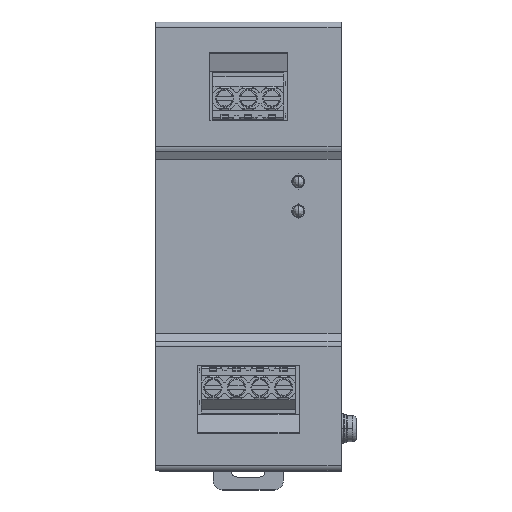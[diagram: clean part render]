
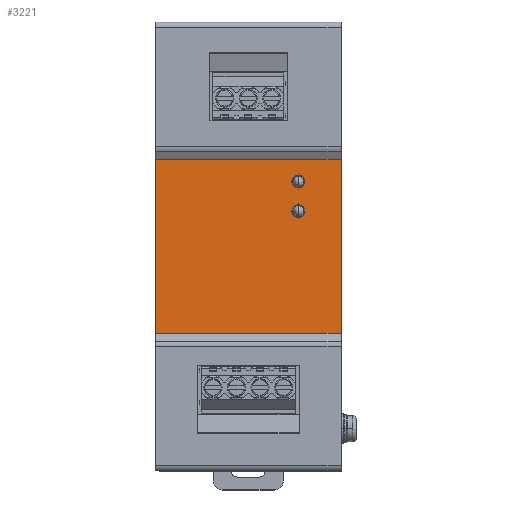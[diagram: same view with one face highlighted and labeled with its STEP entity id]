
A CAD part, top view. The second image highlights one B-rep face of the part: STEP entity #3221.
In plain terms, the highlighted face is planar.
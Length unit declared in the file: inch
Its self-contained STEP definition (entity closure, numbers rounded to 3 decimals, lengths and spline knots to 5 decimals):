
#358 = FACE_BOUND ( 'NONE', #77853, .T. ) ;
#797 = DIRECTION ( 'NONE',  ( 0., 1., 0. ) ) ;
#1723 = FACE_OUTER_BOUND ( 'NONE', #84578, .T. ) ;
#2106 = FACE_BOUND ( 'NONE', #28232, .T. ) ;
#3221 = ADVANCED_FACE ( 'NONE', ( #1723, #2106, #358 ), #102156, .T. ) ;
#4003 = EDGE_CURVE ( 'NONE', #16526, #112942, #112610, .T. ) ;
#4145 = AXIS2_PLACEMENT_3D ( 'NONE', #16963, #16810, #16712 ) ;
#7605 = EDGE_CURVE ( 'NONE', #115980, #7772, #102941, .T. ) ;
#7772 = VERTEX_POINT ( 'NONE', #121549 ) ;
#8577 = AXIS2_PLACEMENT_3D ( 'NONE', #101733, #101469, #101304 ) ;
#11476 = CARTESIAN_POINT ( 'NONE',  ( -1.9685, -3.30709, 0.06299 ) ) ;
#12193 = DIRECTION ( 'NONE',  ( 0., 0., -1. ) ) ;
#16526 = VERTEX_POINT ( 'NONE', #46988 ) ;
#16712 = DIRECTION ( 'NONE',  ( 0., 1., 0. ) ) ;
#16810 = DIRECTION ( 'NONE',  ( 0., 0., -1. ) ) ;
#16963 = CARTESIAN_POINT ( 'NONE',  ( -0.45276, -3.07087, 0.06299 ) ) ;
#19187 = ORIENTED_EDGE ( 'NONE', *, *, #4003, .F. ) ;
#21741 = CARTESIAN_POINT ( 'NONE',  ( 0., -1.46063, 0.06299 ) ) ;
#22377 = DIRECTION ( 'NONE',  ( -1., 0., 0. ) ) ;
#22855 = EDGE_CURVE ( 'NONE', #62567, #134924, #33399, .T. ) ;
#26795 = AXIS2_PLACEMENT_3D ( 'NONE', #124663, #12193, #124822 ) ;
#27187 = AXIS2_PLACEMENT_3D ( 'NONE', #127428, #127604, #127853 ) ;
#28232 = EDGE_LOOP ( 'NONE', ( #101052, #114785 ) ) ;
#31136 = VECTOR ( 'NONE', #118152, 39.37008 ) ;
#31624 = CARTESIAN_POINT ( 'NONE',  ( -0.45276, -2.68701, 0.06299 ) ) ;
#33399 = LINE ( 'NONE', #118002, #31136 ) ;
#33785 = EDGE_CURVE ( 'NONE', #43050, #45143, #64864, .T. ) ;
#39872 = VECTOR ( 'NONE', #797, 39.37008 ) ;
#43050 = VERTEX_POINT ( 'NONE', #69111 ) ;
#45143 = VERTEX_POINT ( 'NONE', #46517 ) ;
#45603 = CARTESIAN_POINT ( 'NONE',  ( 0., -3.30709, 0.06299 ) ) ;
#46517 = CARTESIAN_POINT ( 'NONE',  ( -1.9685, -1.46063, 0.06299 ) ) ;
#46988 = CARTESIAN_POINT ( 'NONE',  ( -0.45276, -3.00197, 0.06299 ) ) ;
#47433 = CIRCLE ( 'NONE', #27187, 0.0689 ) ;
#49288 = EDGE_CURVE ( 'NONE', #134924, #45143, #84599, .T. ) ;
#50107 = EDGE_CURVE ( 'NONE', #62567, #43050, #104660, .T. ) ;
#50324 = EDGE_CURVE ( 'NONE', #7772, #115980, #130080, .T. ) ;
#50337 = EDGE_CURVE ( 'NONE', #112942, #16526, #47433, .T. ) ;
#53164 = VECTOR ( 'NONE', #22377, 39.37008 ) ;
#62567 = VERTEX_POINT ( 'NONE', #111319 ) ;
#64637 = ORIENTED_EDGE ( 'NONE', *, *, #50107, .T. ) ;
#64864 = LINE ( 'NONE', #11476, #39872 ) ;
#69111 = CARTESIAN_POINT ( 'NONE',  ( -1.9685, -3.30709, 0.06299 ) ) ;
#77853 = EDGE_LOOP ( 'NONE', ( #92294, #19187 ) ) ;
#84578 = EDGE_LOOP ( 'NONE', ( #113403, #106490, #114772, #64637 ) ) ;
#84599 = LINE ( 'NONE', #21741, #53164 ) ;
#85169 = CARTESIAN_POINT ( 'NONE',  ( -0.45276, -3.13976, 0.06299 ) ) ;
#92294 = ORIENTED_EDGE ( 'NONE', *, *, #50337, .F. ) ;
#93795 = AXIS2_PLACEMENT_3D ( 'NONE', #132367, #132219, #132117 ) ;
#98125 = DIRECTION ( 'NONE',  ( -1., 0., 0. ) ) ;
#101052 = ORIENTED_EDGE ( 'NONE', *, *, #50324, .F. ) ;
#101304 = DIRECTION ( 'NONE',  ( 0., 1., 0. ) ) ;
#101469 = DIRECTION ( 'NONE',  ( 0., 0., -1. ) ) ;
#101474 = VECTOR ( 'NONE', #98125, 39.37008 ) ;
#101733 = CARTESIAN_POINT ( 'NONE',  ( 0., -3.30709, 0.06299 ) ) ;
#102156 = PLANE ( 'NONE',  #8577 ) ;
#102941 = CIRCLE ( 'NONE', #93795, 0.0689 ) ;
#104660 = LINE ( 'NONE', #45603, #101474 ) ;
#106490 = ORIENTED_EDGE ( 'NONE', *, *, #49288, .F. ) ;
#111319 = CARTESIAN_POINT ( 'NONE',  ( 0., -3.30709, 0.06299 ) ) ;
#112610 = CIRCLE ( 'NONE', #4145, 0.0689 ) ;
#112942 = VERTEX_POINT ( 'NONE', #85169 ) ;
#113403 = ORIENTED_EDGE ( 'NONE', *, *, #33785, .T. ) ;
#114772 = ORIENTED_EDGE ( 'NONE', *, *, #22855, .F. ) ;
#114785 = ORIENTED_EDGE ( 'NONE', *, *, #7605, .F. ) ;
#115980 = VERTEX_POINT ( 'NONE', #31624 ) ;
#118002 = CARTESIAN_POINT ( 'NONE',  ( 0., -3.30709, 0.06299 ) ) ;
#118152 = DIRECTION ( 'NONE',  ( 0., 1., 0. ) ) ;
#121406 = CARTESIAN_POINT ( 'NONE',  ( 0., -1.46063, 0.06299 ) ) ;
#121549 = CARTESIAN_POINT ( 'NONE',  ( -0.45276, -2.8248, 0.06299 ) ) ;
#124663 = CARTESIAN_POINT ( 'NONE',  ( -0.45276, -2.75591, 0.06299 ) ) ;
#124822 = DIRECTION ( 'NONE',  ( 0., 1., 0. ) ) ;
#127428 = CARTESIAN_POINT ( 'NONE',  ( -0.45276, -3.07087, 0.06299 ) ) ;
#127604 = DIRECTION ( 'NONE',  ( 0., 0., -1. ) ) ;
#127853 = DIRECTION ( 'NONE',  ( 0., 1., 0. ) ) ;
#130080 = CIRCLE ( 'NONE', #26795, 0.0689 ) ;
#132117 = DIRECTION ( 'NONE',  ( 0., 1., 0. ) ) ;
#132219 = DIRECTION ( 'NONE',  ( 0., 0., -1. ) ) ;
#132367 = CARTESIAN_POINT ( 'NONE',  ( -0.45276, -2.75591, 0.06299 ) ) ;
#134924 = VERTEX_POINT ( 'NONE', #121406 ) ;
